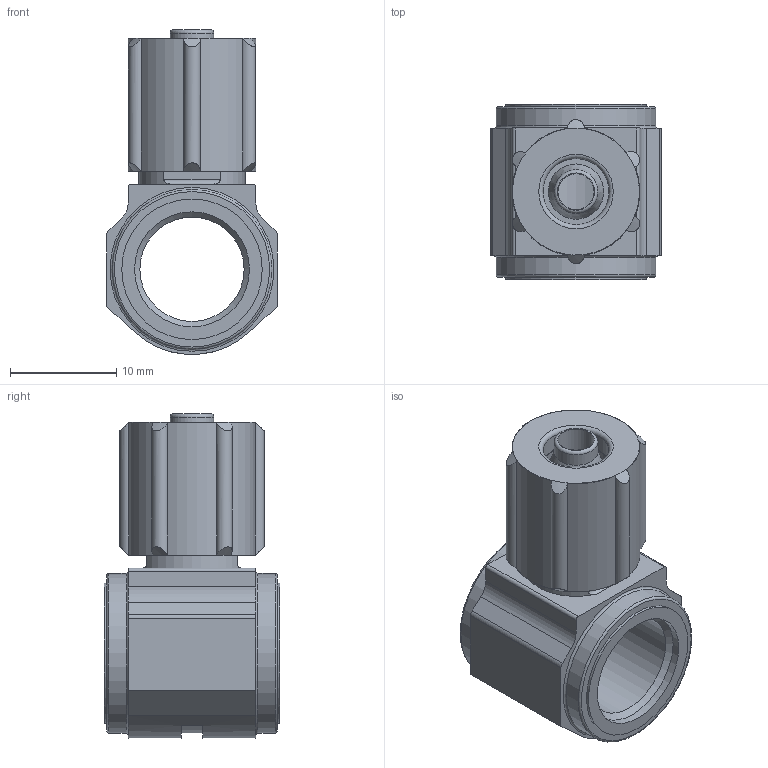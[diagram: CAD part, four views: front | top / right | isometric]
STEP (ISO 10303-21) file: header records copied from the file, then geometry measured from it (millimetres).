
FILE_DESCRIPTION(/* description */ ('STEP AP214'),/* implementation_level */ '2;1');
FILE_NAME(/* name */ '6280_LK-1_8-PK-4-KU',/* time_stamp */ '2024-09-04T18:20:43+02:00',/* author */ ('License CC BY-ND 4.0'),/* organization */ ('CADENAS'),/* preprocessor_version */ 'ST-DEVELOPER v19.3',/* originating_system */ 'PARTsolutions',/* authorisation */ ' ');
FILE_SCHEMA (('AUTOMOTIVE_DESIGN {1 0 10303 214 3 1 1}'));
Length unit declared in the file: millimetre
Products named in the file (3): 6280 LK-1/8-PK-4-KU; 252947 LCK-1/8-PK-4 KU; 211291 MCK-PK-4-KU
Assembly tree (2 placements, depth 2):
  6280 LK-1/8-PK-4-KU
    252947 LCK-1/8-PK-4 KU
    211291 MCK-PK-4-KU
Bounding box: 16 x 16.5 x 30.47 mm (x, y, z)
Volume: 3336.3 mm3; surface area: 3141 mm2
Topology: 2 solids, 2 shells, 82 faces, 194 edges, 124 vertices
Faces by surface type: cylinder 39, plane 26, cone 9, torus 8
Full cylindrical faces by diameter (mm): 3.4 x1, 4.1 x1, 4.8 x1, 6.2 x1, 8.917 x1, 9.8 x1, 10 x1, 10.8 x2, 13.2 x2, 15 x2
Entity records: 2381 total; most frequent: CARTESIAN_POINT 507, DIRECTION 386, ORIENTED_EDGE 326, EDGE_CURVE 163, AXIS2_PLACEMENT_3D 159, EDGE_LOOP 124, FACE_BOUND 124, VERTEX_POINT 121
